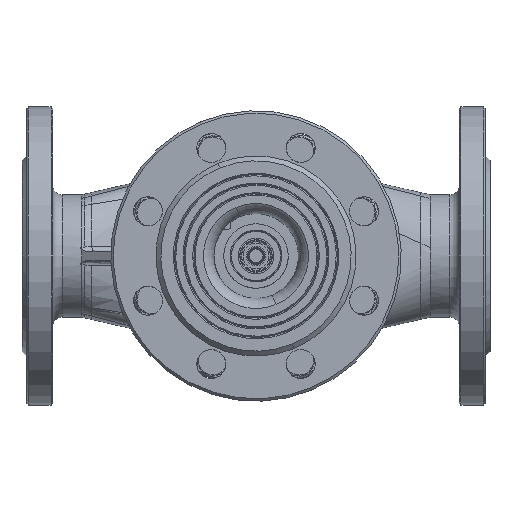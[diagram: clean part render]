
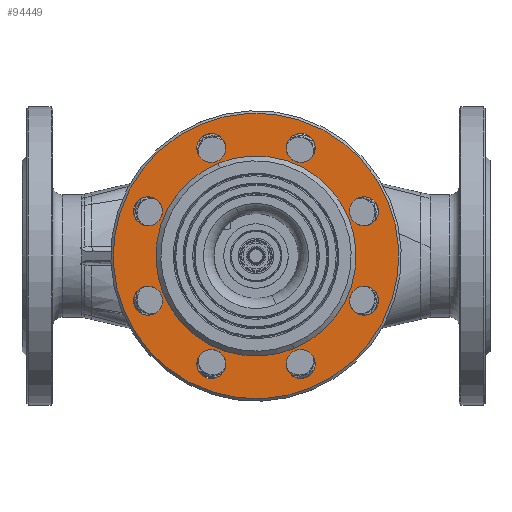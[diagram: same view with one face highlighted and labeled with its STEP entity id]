
A CAD part, front view. The second image highlights one B-rep face of the part: STEP entity #94449.
In plain terms, the highlighted planar face has unit normal (0, -1, 0).
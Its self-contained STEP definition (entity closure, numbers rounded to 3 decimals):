
#92625=CARTESIAN_POINT('',(5.782,-188.451,290.));
#92626=DIRECTION('',(0.,-1.,0.));
#92627=DIRECTION('',(0.383,0.,-0.924));
#92628=AXIS2_PLACEMENT_3D('',#92625,#92626,#92627);
#92630=CARTESIAN_POINT('',(5.782,-188.451,290.));
#92631=DIRECTION('',(0.,-1.,0.));
#92632=DIRECTION('',(-0.383,0.,0.924));
#92633=AXIS2_PLACEMENT_3D('',#92630,#92631,#92632);
#92635=CARTESIAN_POINT('',(5.782,-188.451,290.));
#92636=DIRECTION('',(0.,1.,0.));
#92637=DIRECTION('',(0.383,0.,-0.924));
#92638=AXIS2_PLACEMENT_3D('',#92635,#92636,#92637);
#92640=CARTESIAN_POINT('',(5.782,-188.451,290.));
#92641=DIRECTION('',(0.,1.,0.));
#92642=DIRECTION('',(-0.383,0.,0.924));
#92643=AXIS2_PLACEMENT_3D('',#92640,#92641,#92642);
#92645=CARTESIAN_POINT('',(33.527,-188.451,
223.019));
#92646=DIRECTION('',(0.,1.,0.));
#92647=DIRECTION('',(-0.383,0.,0.924));
#92648=AXIS2_PLACEMENT_3D('',#92645,#92646,#92647);
#92650=CARTESIAN_POINT('',(33.527,-188.451,
223.019));
#92651=DIRECTION('',(0.,1.,0.));
#92652=DIRECTION('',(0.383,0.,-0.924));
#92653=AXIS2_PLACEMENT_3D('',#92650,#92651,#92652);
#92655=CARTESIAN_POINT('',(-21.962,-188.451,
223.019));
#92656=DIRECTION('',(0.,1.,0.));
#92657=DIRECTION('',(-0.383,0.,0.924));
#92658=AXIS2_PLACEMENT_3D('',#92655,#92656,#92657);
#92660=CARTESIAN_POINT('',(-21.962,-188.451,
223.019));
#92661=DIRECTION('',(0.,1.,0.));
#92662=DIRECTION('',(0.383,0.,-0.924));
#92663=AXIS2_PLACEMENT_3D('',#92660,#92661,#92662);
#92665=CARTESIAN_POINT('',(-61.199,-188.451,
262.255));
#92666=DIRECTION('',(0.,1.,0.));
#92667=DIRECTION('',(-0.383,0.,0.924));
#92668=AXIS2_PLACEMENT_3D('',#92665,#92666,#92667);
#92670=CARTESIAN_POINT('',(-61.199,-188.451,
262.255));
#92671=DIRECTION('',(0.,1.,0.));
#92672=DIRECTION('',(0.383,0.,-0.924));
#92673=AXIS2_PLACEMENT_3D('',#92670,#92671,#92672);
#92675=CARTESIAN_POINT('',(-61.199,-188.451,
317.745));
#92676=DIRECTION('',(0.,1.,0.));
#92677=DIRECTION('',(-0.383,0.,0.924));
#92678=AXIS2_PLACEMENT_3D('',#92675,#92676,#92677);
#92680=CARTESIAN_POINT('',(-61.199,-188.451,
317.745));
#92681=DIRECTION('',(0.,1.,0.));
#92682=DIRECTION('',(0.383,0.,-0.924));
#92683=AXIS2_PLACEMENT_3D('',#92680,#92681,#92682);
#92685=CARTESIAN_POINT('',(-21.962,-188.451,
356.981));
#92686=DIRECTION('',(0.,1.,0.));
#92687=DIRECTION('',(-0.383,0.,0.924));
#92688=AXIS2_PLACEMENT_3D('',#92685,#92686,#92687);
#92690=CARTESIAN_POINT('',(-21.962,-188.451,
356.981));
#92691=DIRECTION('',(0.,1.,0.));
#92692=DIRECTION('',(0.383,0.,-0.924));
#92693=AXIS2_PLACEMENT_3D('',#92690,#92691,#92692);
#92695=CARTESIAN_POINT('',(33.527,-188.451,
356.981));
#92696=DIRECTION('',(0.,1.,0.));
#92697=DIRECTION('',(-0.383,0.,0.924));
#92698=AXIS2_PLACEMENT_3D('',#92695,#92696,#92697);
#92700=CARTESIAN_POINT('',(33.527,-188.451,
356.981));
#92701=DIRECTION('',(0.,1.,0.));
#92702=DIRECTION('',(0.383,0.,-0.924));
#92703=AXIS2_PLACEMENT_3D('',#92700,#92701,#92702);
#92705=CARTESIAN_POINT('',(72.763,-188.451,
317.745));
#92706=DIRECTION('',(0.,1.,0.));
#92707=DIRECTION('',(-0.383,0.,0.924));
#92708=AXIS2_PLACEMENT_3D('',#92705,#92706,#92707);
#92710=CARTESIAN_POINT('',(72.763,-188.451,
317.745));
#92711=DIRECTION('',(0.,1.,0.));
#92712=DIRECTION('',(0.383,0.,-0.924));
#92713=AXIS2_PLACEMENT_3D('',#92710,#92711,#92712);
#92715=CARTESIAN_POINT('',(72.763,-188.451,
262.255));
#92716=DIRECTION('',(0.,1.,0.));
#92717=DIRECTION('',(-0.383,0.,0.924));
#92718=AXIS2_PLACEMENT_3D('',#92715,#92716,#92717);
#92720=CARTESIAN_POINT('',(72.763,-188.451,
262.255));
#92721=DIRECTION('',(0.,1.,0.));
#92722=DIRECTION('',(0.383,0.,-0.924));
#92723=AXIS2_PLACEMENT_3D('',#92720,#92721,#92722);
#93909=CARTESIAN_POINT('',(-57.755,-188.451,
309.43));
#93910=CARTESIAN_POINT('',(-64.643,-188.451,
326.059));
#93911=VERTEX_POINT('',#93909);
#93912=VERTEX_POINT('',#93910);
#93943=CARTESIAN_POINT('',(30.083,-188.451,
231.334));
#93945=VERTEX_POINT('',#93943);
#93957=CARTESIAN_POINT('',(-57.755,-188.451,
253.941));
#93958=CARTESIAN_POINT('',(-64.643,-188.451,
270.57));
#93959=VERTEX_POINT('',#93957);
#93960=VERTEX_POINT('',#93958);
#93989=CARTESIAN_POINT('',(36.971,-188.451,
214.704));
#93990=VERTEX_POINT('',#93989);
#94007=CARTESIAN_POINT('',(76.208,-188.451,
309.43));
#94008=CARTESIAN_POINT('',(69.319,-188.451,
326.059));
#94009=VERTEX_POINT('',#94007);
#94010=VERTEX_POINT('',#94008);
#94013=CARTESIAN_POINT('',(-28.085,-188.451,
371.763));
#94014=VERTEX_POINT('',#94013);
#94017=CARTESIAN_POINT('',(69.319,-188.451,
270.57));
#94018=CARTESIAN_POINT('',(76.208,-188.451,
253.941));
#94019=VERTEX_POINT('',#94017);
#94020=VERTEX_POINT('',#94018);
#94033=CARTESIAN_POINT('',(29.509,-188.451,
232.719));
#94034=CARTESIAN_POINT('',(-17.944,-188.451,
347.281));
#94035=VERTEX_POINT('',#94033);
#94036=VERTEX_POINT('',#94034);
#94098=CARTESIAN_POINT('',(-25.407,-188.451,
231.334));
#94099=CARTESIAN_POINT('',(-18.518,-188.451,
214.704));
#94100=VERTEX_POINT('',#94098);
#94101=VERTEX_POINT('',#94099);
#94104=CARTESIAN_POINT('',(39.65,-188.451,
208.237));
#94105=VERTEX_POINT('',#94104);
#94113=CARTESIAN_POINT('',(30.083,-188.451,
365.296));
#94114=CARTESIAN_POINT('',(36.971,-188.451,
348.666));
#94115=VERTEX_POINT('',#94113);
#94116=VERTEX_POINT('',#94114);
#94129=CARTESIAN_POINT('',(-18.518,-188.451,
348.666));
#94131=VERTEX_POINT('',#94129);
#94168=CARTESIAN_POINT('',(-25.407,-188.451,
365.296));
#94169=VERTEX_POINT('',#94168);
#94386=CARTESIAN_POINT('',(5.782,-188.451,290.));
#94387=DIRECTION('',(0.,-1.,0.));
#94388=DIRECTION('',(-0.383,0.,0.924));
#94389=AXIS2_PLACEMENT_3D('',#94386,#94387,#94388);
#94390=PLANE('',#94389);
#94392=ORIENTED_EDGE('',*,*,#94391,.F.);
#94394=ORIENTED_EDGE('',*,*,#94393,.F.);
#94395=EDGE_LOOP('',(#94392,#94394));
#94396=FACE_OUTER_BOUND('',#94395,.F.);
#94398=ORIENTED_EDGE('',*,*,#94397,.F.);
#94400=ORIENTED_EDGE('',*,*,#94399,.F.);
#94401=EDGE_LOOP('',(#94398,#94400));
#94402=FACE_BOUND('',#94401,.F.);
#94403=ORIENTED_EDGE('',*,*,#94366,.F.);
#94404=ORIENTED_EDGE('',*,*,#94379,.F.);
#94405=EDGE_LOOP('',(#94403,#94404));
#94406=FACE_BOUND('',#94405,.F.);
#94408=ORIENTED_EDGE('',*,*,#94407,.F.);
#94410=ORIENTED_EDGE('',*,*,#94409,.F.);
#94411=EDGE_LOOP('',(#94408,#94410));
#94412=FACE_BOUND('',#94411,.F.);
#94414=ORIENTED_EDGE('',*,*,#94413,.F.);
#94416=ORIENTED_EDGE('',*,*,#94415,.F.);
#94417=EDGE_LOOP('',(#94414,#94416));
#94418=FACE_BOUND('',#94417,.F.);
#94420=ORIENTED_EDGE('',*,*,#94419,.F.);
#94422=ORIENTED_EDGE('',*,*,#94421,.F.);
#94423=EDGE_LOOP('',(#94420,#94422));
#94424=FACE_BOUND('',#94423,.F.);
#94426=ORIENTED_EDGE('',*,*,#94425,.F.);
#94428=ORIENTED_EDGE('',*,*,#94427,.F.);
#94429=EDGE_LOOP('',(#94426,#94428));
#94430=FACE_BOUND('',#94429,.F.);
#94432=ORIENTED_EDGE('',*,*,#94431,.F.);
#94434=ORIENTED_EDGE('',*,*,#94433,.F.);
#94435=EDGE_LOOP('',(#94432,#94434));
#94436=FACE_BOUND('',#94435,.F.);
#94438=ORIENTED_EDGE('',*,*,#94437,.F.);
#94440=ORIENTED_EDGE('',*,*,#94439,.F.);
#94441=EDGE_LOOP('',(#94438,#94440));
#94442=FACE_BOUND('',#94441,.F.);
#94444=ORIENTED_EDGE('',*,*,#94443,.F.);
#94446=ORIENTED_EDGE('',*,*,#94445,.F.);
#94447=EDGE_LOOP('',(#94444,#94446));
#94448=FACE_BOUND('',#94447,.F.);
#94449=ADVANCED_FACE('',(#94396,#94402,#94406,#94412,#94418,#94424,#94430,
#94436,#94442,#94448),#94390,.T.);
#92629=CIRCLE('',#92628,88.5);
#92634=CIRCLE('',#92633,88.5);
#92639=CIRCLE('',#92638,62.);
#92644=CIRCLE('',#92643,62.);
#92649=CIRCLE('',#92648,9.);
#92654=CIRCLE('',#92653,9.);
#92659=CIRCLE('',#92658,9.);
#92664=CIRCLE('',#92663,9.);
#92669=CIRCLE('',#92668,9.);
#92674=CIRCLE('',#92673,9.);
#92679=CIRCLE('',#92678,9.);
#92684=CIRCLE('',#92683,9.);
#92689=CIRCLE('',#92688,9.);
#92694=CIRCLE('',#92693,9.);
#92699=CIRCLE('',#92698,9.);
#92704=CIRCLE('',#92703,9.);
#92709=CIRCLE('',#92708,9.);
#92714=CIRCLE('',#92713,9.);
#92719=CIRCLE('',#92718,9.);
#92724=CIRCLE('',#92723,9.);
#94366=EDGE_CURVE('',#93945,#93990,#92649,.T.);
#94379=EDGE_CURVE('',#93990,#93945,#92654,.T.);
#94391=EDGE_CURVE('',#94105,#94014,#92629,.T.);
#94393=EDGE_CURVE('',#94014,#94105,#92634,.T.);
#94397=EDGE_CURVE('',#94035,#94036,#92639,.T.);
#94399=EDGE_CURVE('',#94036,#94035,#92644,.T.);
#94407=EDGE_CURVE('',#94100,#94101,#92659,.T.);
#94409=EDGE_CURVE('',#94101,#94100,#92664,.T.);
#94413=EDGE_CURVE('',#93960,#93959,#92669,.T.);
#94415=EDGE_CURVE('',#93959,#93960,#92674,.T.);
#94419=EDGE_CURVE('',#93912,#93911,#92679,.T.);
#94421=EDGE_CURVE('',#93911,#93912,#92684,.T.);
#94425=EDGE_CURVE('',#94169,#94131,#92689,.T.);
#94427=EDGE_CURVE('',#94131,#94169,#92694,.T.);
#94431=EDGE_CURVE('',#94115,#94116,#92699,.T.);
#94433=EDGE_CURVE('',#94116,#94115,#92704,.T.);
#94437=EDGE_CURVE('',#94010,#94009,#92709,.T.);
#94439=EDGE_CURVE('',#94009,#94010,#92714,.T.);
#94443=EDGE_CURVE('',#94019,#94020,#92719,.T.);
#94445=EDGE_CURVE('',#94020,#94019,#92724,.T.);
